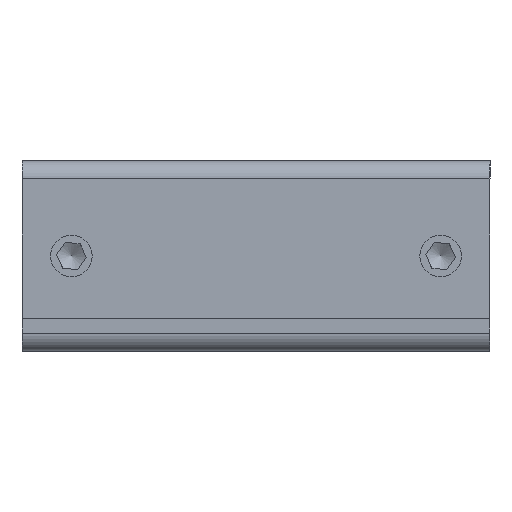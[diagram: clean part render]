
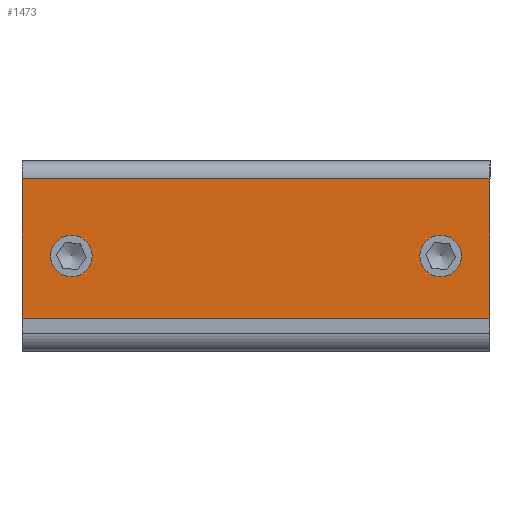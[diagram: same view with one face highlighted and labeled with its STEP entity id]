
A CAD part, front view. The second image highlights one B-rep face of the part: STEP entity #1473.
In plain terms, the highlighted planar face has unit normal (0, -1, 0).
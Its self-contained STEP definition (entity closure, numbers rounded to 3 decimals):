
#1473=ADVANCED_FACE('',(#2745,#2747,#2749),#2751,.T.);
#2745=FACE_BOUND('',#2746,.T.);
#2746=EDGE_LOOP('',(#3743,#3744,#3745,#3746));
#2747=FACE_BOUND('',#2748,.T.);
#2748=EDGE_LOOP('',(#3747));
#2749=FACE_BOUND('',#2750,.T.);
#2750=EDGE_LOOP('',(#3748));
#2751=PLANE('',#2752);
#2752=AXIS2_PLACEMENT_3D('',#2753,#2754,#2755);
#2753=CARTESIAN_POINT('',(59.658,-117.695,56.678));
#2754=DIRECTION('',(0.,-1.,0.));
#2755=DIRECTION('',(1.,0.,0.));
#3743=ORIENTED_EDGE('',*,*,#4232,.F.);
#3744=ORIENTED_EDGE('',*,*,#4285,.T.);
#3745=ORIENTED_EDGE('',*,*,#4347,.T.);
#3746=ORIENTED_EDGE('',*,*,#4273,.T.);
#3747=ORIENTED_EDGE('',*,*,#4348,.T.);
#3748=ORIENTED_EDGE('',*,*,#4349,.T.);
#4232=EDGE_CURVE('',#4751,#4743,#4900,.T.);
#4273=EDGE_CURVE('',#4961,#4743,#4962,.T.);
#4285=EDGE_CURVE('',#4751,#4981,#4983,.T.);
#4347=EDGE_CURVE('',#4981,#4961,#5066,.T.);
#4348=EDGE_CURVE('',#5067,#5067,#5068,.F.);
#4349=EDGE_CURVE('',#5069,#5069,#5070,.F.);
#4743=VERTEX_POINT('',#6885);
#4751=VERTEX_POINT('',#6904);
#4900=LINE('',#7786,#7787);
#4961=VERTEX_POINT('',#7937);
#4962=LINE('',#7938,#7939);
#4981=VERTEX_POINT('',#7979);
#4983=LINE('',#7983,#7984);
#5066=LINE('',#8203,#8204);
#5067=VERTEX_POINT('',#8206);
#5068=CIRCLE('',#8207,4.);
#5069=VERTEX_POINT('',#8211);
#5070=CIRCLE('',#8212,4.);
#6885=CARTESIAN_POINT('',(104.658,-117.695,3.537));
#6904=CARTESIAN_POINT('',(14.658,-117.695,3.537));
#7786=CARTESIAN_POINT('',(14.658,-117.695,3.537));
#7787=VECTOR('',#7788,1.);
#7788=DIRECTION('',(1.,0.,0.));
#7937=CARTESIAN_POINT('',(104.658,-117.695,-23.322));
#7938=CARTESIAN_POINT('',(104.658,-117.695,-23.322));
#7939=VECTOR('',#7940,1.);
#7940=DIRECTION('',(0.,0.,1.));
#7979=CARTESIAN_POINT('',(14.658,-117.695,-23.322));
#7983=CARTESIAN_POINT('',(14.658,-117.695,3.537));
#7984=VECTOR('',#7985,1.);
#7985=DIRECTION('',(0.,0.,-1.));
#8203=CARTESIAN_POINT('',(14.658,-117.695,-23.322));
#8204=VECTOR('',#8205,1.);
#8205=DIRECTION('',(1.,0.,0.));
#8206=CARTESIAN_POINT('',(99.158,-117.695,-11.322));
#8207=AXIS2_PLACEMENT_3D('',#8208,#8209,#8210);
#8208=CARTESIAN_POINT('',(95.158,-117.695,-11.322));
#8209=DIRECTION('',(0.,-1.,0.));
#8210=DIRECTION('',(1.,0.,0.));
#8211=CARTESIAN_POINT('',(28.158,-117.695,-11.322));
#8212=AXIS2_PLACEMENT_3D('',#8213,#8214,#8215);
#8213=CARTESIAN_POINT('',(24.158,-117.695,-11.322));
#8214=DIRECTION('',(0.,-1.,0.));
#8215=DIRECTION('',(1.,0.,0.));
